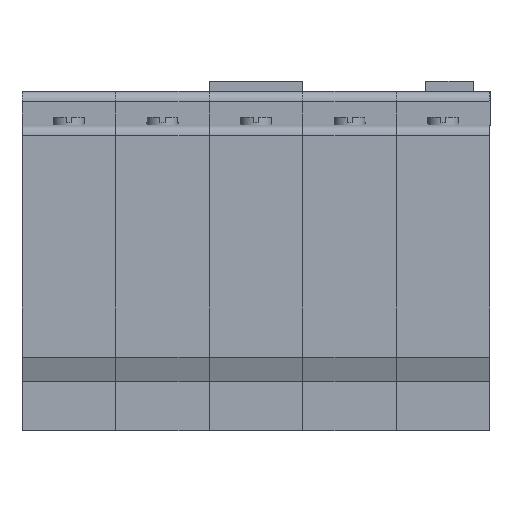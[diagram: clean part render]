
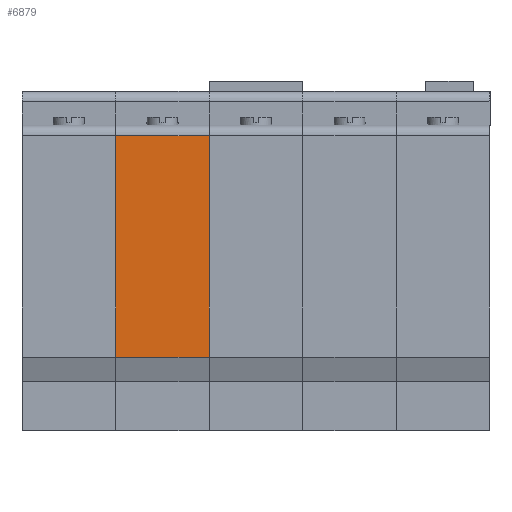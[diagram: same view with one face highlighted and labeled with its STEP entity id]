
A CAD part, front view. The second image highlights one B-rep face of the part: STEP entity #6879.
In plain terms, the highlighted planar face has unit normal (0, -1, 0).
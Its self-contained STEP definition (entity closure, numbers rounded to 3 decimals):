
#575=FACE_OUTER_BOUND('',#966,.T.);
#966=EDGE_LOOP('',(#5038,#5039,#5040,#5041));
#1493=LINE('',#10488,#2244);
#1496=LINE('',#10494,#2247);
#1497=LINE('',#10496,#2248);
#1498=LINE('',#10497,#2249);
#2244=VECTOR('',#8436,304.8);
#2247=VECTOR('',#8441,304.8);
#2248=VECTOR('',#8442,304.8);
#2249=VECTOR('',#8443,304.8);
#2961=VERTEX_POINT('',#10484);
#2963=VERTEX_POINT('',#10487);
#2965=VERTEX_POINT('',#10493);
#2966=VERTEX_POINT('',#10495);
#3737=EDGE_CURVE('',#2963,#2961,#1493,.T.);
#3740=EDGE_CURVE('',#2965,#2961,#1496,.T.);
#3741=EDGE_CURVE('',#2966,#2965,#1497,.T.);
#3742=EDGE_CURVE('',#2963,#2966,#1498,.T.);
#5038=ORIENTED_EDGE('',*,*,#3740,.F.);
#5039=ORIENTED_EDGE('',*,*,#3741,.F.);
#5040=ORIENTED_EDGE('',*,*,#3742,.F.);
#5041=ORIENTED_EDGE('',*,*,#3737,.T.);
#6562=PLANE('',#7364);
#6879=ADVANCED_FACE('',(#575),#6562,.T.);
#7364=AXIS2_PLACEMENT_3D('',#10492,#8439,#8440);
#8436=DIRECTION('',(1.,0.,0.));
#8439=DIRECTION('center_axis',(0.,-1.,0.));
#8440=DIRECTION('ref_axis',(-1.,0.,0.));
#8441=DIRECTION('',(0.,0.,-1.));
#8442=DIRECTION('',(1.,0.,0.));
#8443=DIRECTION('',(0.,0.,1.));
#10484=CARTESIAN_POINT('',(36.,0.,14.201));
#10487=CARTESIAN_POINT('',(18.,0.,14.201));
#10488=CARTESIAN_POINT('',(18.,0.,14.201));
#10492=CARTESIAN_POINT('Origin',(36.,0.,
56.808));
#10493=CARTESIAN_POINT('',(36.,0.,56.808));
#10494=CARTESIAN_POINT('',(36.,0.,56.808));
#10495=CARTESIAN_POINT('',(18.,0.,56.808));
#10496=CARTESIAN_POINT('',(18.,0.,56.808));
#10497=CARTESIAN_POINT('',(18.,0.,14.201));
